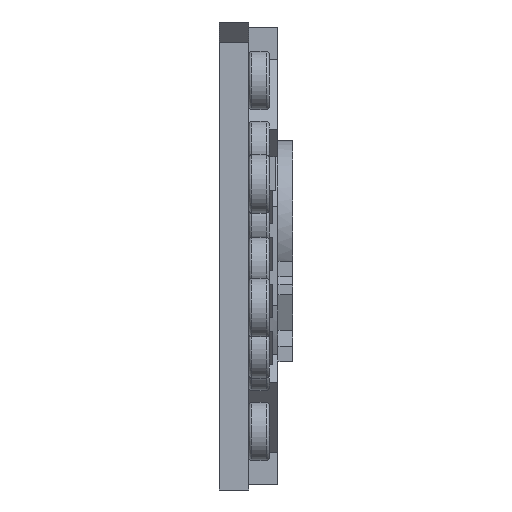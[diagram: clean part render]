
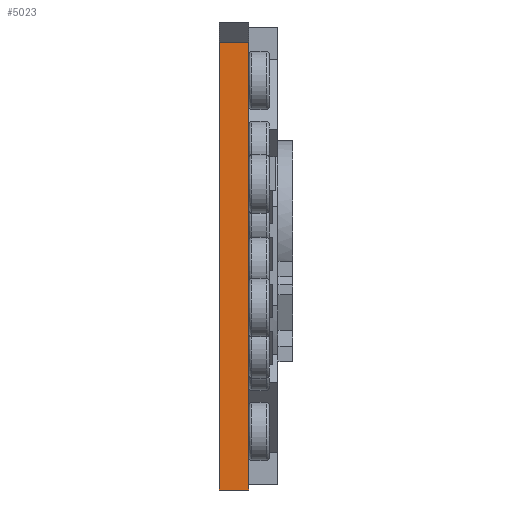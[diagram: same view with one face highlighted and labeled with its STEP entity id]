
A CAD part, left-side view. The second image highlights one B-rep face of the part: STEP entity #5023.
In plain terms, the highlighted planar face has unit normal (-1, 0, 0).
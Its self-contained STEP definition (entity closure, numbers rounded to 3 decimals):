
#4938=CARTESIAN_POINT('',(-36.,0.,3.293));
#4939=VERTEX_POINT('',#4938);
#4954=CARTESIAN_POINT('',(-36.,1.,3.293));
#4955=VERTEX_POINT('',#4954);
#4962=CARTESIAN_POINT('',(-36.,1.,3.293));
#4963=DIRECTION('',(0.,-1.,0.));
#4964=VECTOR('',#4963,1.);
#4965=LINE('',#4962,#4964);
#4966=EDGE_CURVE('',#4955,#4939,#4965,.T.);
#4976=CARTESIAN_POINT('',(-36.,0.,-12.));
#4977=VERTEX_POINT('',#4976);
#4984=CARTESIAN_POINT('',(-36.,1.,-12.));
#4985=VERTEX_POINT('',#4984);
#4986=CARTESIAN_POINT('',(-36.,1.,-12.));
#4987=DIRECTION('',(0.,-1.,0.));
#4988=VECTOR('',#4987,1.);
#4989=LINE('',#4986,#4988);
#4990=EDGE_CURVE('',#4985,#4977,#4989,.T.);
#5002=CARTESIAN_POINT('',(-36.,1.,3.293));
#5003=DIRECTION('',(-1.,0.,0.));
#5004=DIRECTION('',(0.,0.,1.));
#5005=AXIS2_PLACEMENT_3D('',#5002,#5003,#5004);
#5006=PLANE('',#5005);
#5007=CARTESIAN_POINT('',(-36.,0.,3.293));
#5008=DIRECTION('',(0.,0.,-1.));
#5009=VECTOR('',#5008,15.293);
#5010=LINE('',#5007,#5009);
#5011=EDGE_CURVE('',#4939,#4977,#5010,.T.);
#5012=ORIENTED_EDGE('',*,*,#5011,.F.);
#5013=ORIENTED_EDGE('',*,*,#4966,.F.);
#5014=CARTESIAN_POINT('',(-36.,1.,3.293));
#5015=DIRECTION('',(0.,0.,-1.));
#5016=VECTOR('',#5015,15.293);
#5017=LINE('',#5014,#5016);
#5018=EDGE_CURVE('',#4955,#4985,#5017,.T.);
#5019=ORIENTED_EDGE('',*,*,#5018,.T.);
#5020=ORIENTED_EDGE('',*,*,#4990,.T.);
#5021=EDGE_LOOP('',(#5012,#5013,#5019,#5020));
#5022=FACE_BOUND('',#5021,.T.);
#5023=ADVANCED_FACE('',(#5022),#5006,.T.);
